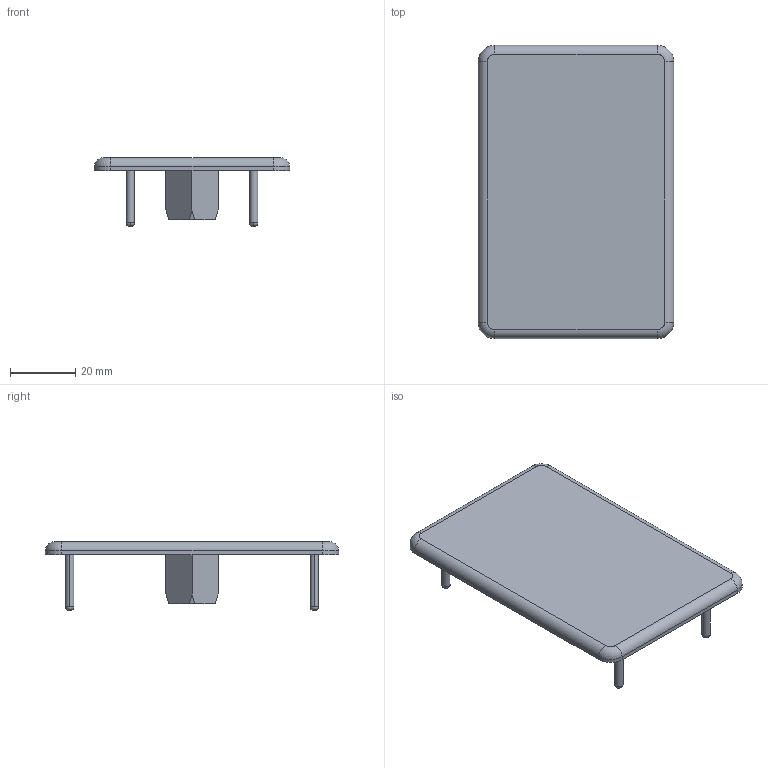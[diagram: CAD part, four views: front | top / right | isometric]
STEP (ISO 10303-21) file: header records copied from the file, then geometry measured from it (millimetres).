
FILE_DESCRIPTION (( 'STEP AP203' ), '1' );
FILE_NAME ('3842548813.STEP', '2022-08-30T00:56:18', ( '' ), ( '' ), 'SwSTEP 2.0', 'SolidWorks 2014', '' );
FILE_SCHEMA (( 'CONFIG_CONTROL_DESIGN' ));
Length unit declared in the file: millimetre
Products named in the file (1): 3842548813
Bounding box: 60 x 90 x 21 mm (x, y, z)
Volume: 17722.4 mm3; surface area: 13772.1 mm2
Topology: 1 solids, 1 shells, 85 faces, 208 edges, 136 vertices
Faces by surface type: cylinder 40, plane 33, torus 12
Entity records: 2687 total; most frequent: CARTESIAN_POINT 506, DIRECTION 480, ORIENTED_EDGE 416, EDGE_CURVE 208, AXIS2_PLACEMENT_3D 190, VERTEX_POINT 136, CIRCLE 104, LINE 100
